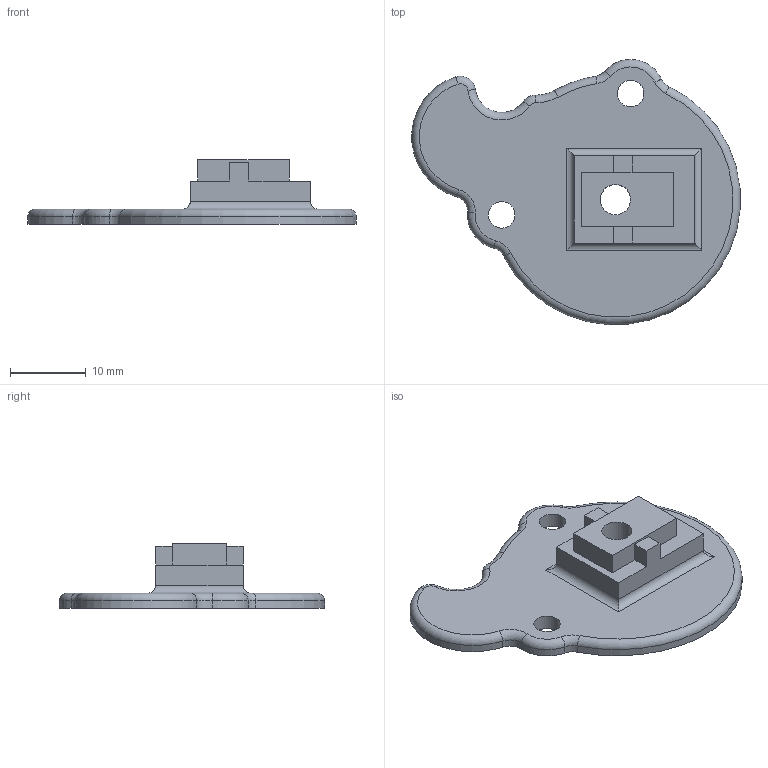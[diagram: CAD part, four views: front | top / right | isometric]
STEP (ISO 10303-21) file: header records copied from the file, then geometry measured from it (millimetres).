
FILE_DESCRIPTION(('STEP AP214'),'1');
FILE_NAME('Position plate V1.1.stp','2018-02-04T06:46:57',(' '),(' '),'Spatial InterOp 3D',' ',' ');
FILE_SCHEMA(('automotive_design'));
Length unit declared in the file: millimetre
Products named in the file (1): Position plate
Bounding box: 43.28 x 34.96 x 8.52 mm (x, y, z)
Volume: 2867.8 mm3; surface area: 2681.7 mm2
Topology: 1 solids, 1 shells, 52 faces, 131 edges, 82 vertices
Faces by surface type: cylinder 20, plane 19, torus 13
Full cylindrical faces by diameter (mm): 3.5 x2, 4 x1
Entity records: 1989 total; most frequent: DIRECTION 295, CARTESIAN_POINT 261, ORIENTED_EDGE 254, EDGE_CURVE 127, AXIS2_PLACEMENT_3D 115, VERTEX_POINT 81, LINE 65, VECTOR 65
